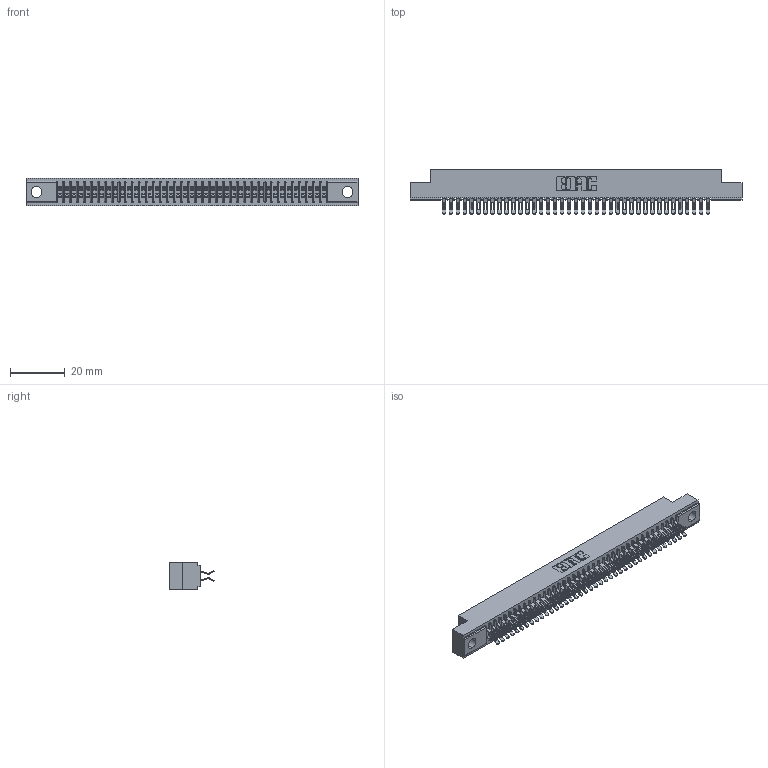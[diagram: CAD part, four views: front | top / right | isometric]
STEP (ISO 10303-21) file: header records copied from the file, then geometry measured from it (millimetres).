
FILE_DESCRIPTION (( 'STEP AP203' ), '1' );
FILE_NAME ('391-078-555-204.STEP', '2018-08-09T15:24:22', ( '' ), ( '' ), 'SwSTEP 2.0', 'SolidWorks 2016', '' );
FILE_SCHEMA (( 'CONFIG_CONTROL_DESIGN' ));
Length unit declared in the file: inch
Products named in the file (3): 341 Part_.156 (3.96) Dia Mounting Holes; 341-292-001_341-292-155; 391-078-555-204
Assembly tree (79 placements, depth 2):
  391-078-555-204
    341 Part_.156 (3.96) Dia Mounting Holes
    341-292-001_341-292-155  x78
Bounding box: 121.28 x 16.31 x 10.16 mm (x, y, z)
Volume: 8946.8 mm3; surface area: 16310 mm2
Topology: 79 solids, 79 shells, 6214 faces, 18565 edges, 12086 vertices
Faces by surface type: plane 3358, cylinder 2700, sphere 80, torus 76
Entity records: 48486 total; most frequent: CARTESIAN_POINT 8081, ORIENTED_EDGE 8018, DIRECTION 7827, EDGE_CURVE 4009, LINE 3227, VECTOR 3227, VERTEX_POINT 2538, AXIS2_PLACEMENT_3D 2300
